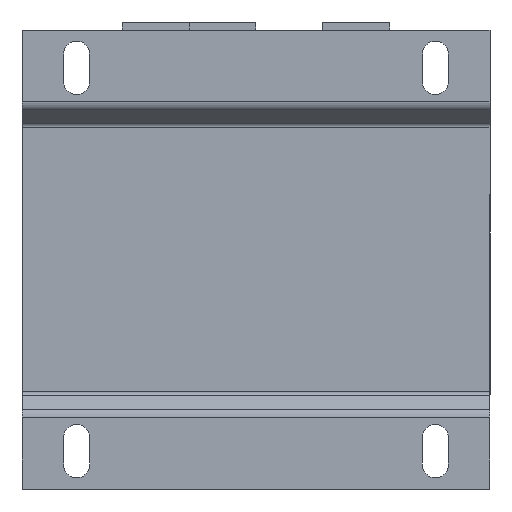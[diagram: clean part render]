
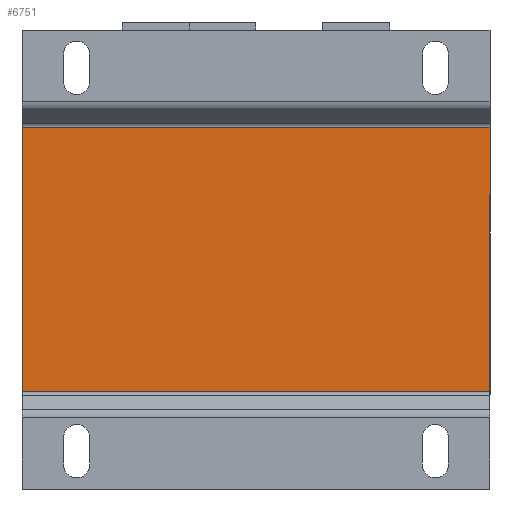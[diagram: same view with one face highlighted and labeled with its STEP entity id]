
A CAD part, front view. The second image highlights one B-rep face of the part: STEP entity #6751.
In plain terms, the highlighted planar face has unit normal (0, -1, 0).
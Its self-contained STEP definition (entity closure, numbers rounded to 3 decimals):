
#110 = DIRECTION ( 'NONE',  ( 0., 0., -1. ) ) ;
#295 = FACE_OUTER_BOUND ( 'NONE', #4951, .T. ) ;
#405 = CARTESIAN_POINT ( 'NONE',  ( 52.5, -45.25, 29.684 ) ) ;
#823 = CARTESIAN_POINT ( 'NONE',  ( -52.5, -45.25, 51.5 ) ) ;
#1343 = ORIENTED_EDGE ( 'NONE', *, *, #2293, .F. ) ;
#1491 = DIRECTION ( 'NONE',  ( 0., 1., 0. ) ) ;
#1645 = VECTOR ( 'NONE', #8222, 1000. ) ;
#2085 = DIRECTION ( 'NONE',  ( 0., 0., 1. ) ) ;
#2241 = CARTESIAN_POINT ( 'NONE',  ( 52.5, -45.25, -29.684 ) ) ;
#2293 = EDGE_CURVE ( 'Defeature ausgef�hrt1_95+Defeature ausgef�hrt1_90+Defeature ausgef�hrt1_110+Defeature ausgef�hrt1_97', #6385, #6942, #2670, .T. ) ;
#2525 = EDGE_CURVE ( 'Defeature ausgef�hrt1_99+Defeature ausgef�hrt1_90+Defeature ausgef�hrt1_97+Defeature ausgef�hrt1_98', #6942, #8235, #3780, .T. ) ;
#2592 = LINE ( 'NONE', #3576, #4707 ) ;
#2670 = LINE ( 'NONE', #823, #7215 ) ;
#2971 = CARTESIAN_POINT ( 'NONE',  ( -52.5, -45.25, -29.684 ) ) ;
#3247 = AXIS2_PLACEMENT_3D ( 'NONE', #7226, #1491, #110 ) ;
#3462 = ORIENTED_EDGE ( 'NONE', *, *, #8255, .F. ) ;
#3576 = CARTESIAN_POINT ( 'NONE',  ( 0., -45.25, -29.684 ) ) ;
#3780 = LINE ( 'NONE', #6211, #1645 ) ;
#3983 = LINE ( 'NONE', #6874, #5385 ) ;
#4034 = PLANE ( 'NONE',  #3247 ) ;
#4707 = VECTOR ( 'NONE', #6086, 1000. ) ;
#4845 = CARTESIAN_POINT ( 'NONE',  ( -52.5, -45.25, 29.684 ) ) ;
#4951 = EDGE_LOOP ( 'NONE', ( #1343, #6730, #3462, #7709 ) ) ;
#5385 = VECTOR ( 'NONE', #6824, 1000. ) ;
#6086 = DIRECTION ( 'NONE',  ( 1., 0., 0. ) ) ;
#6211 = CARTESIAN_POINT ( 'NONE',  ( 0., -45.25, 29.684 ) ) ;
#6385 = VERTEX_POINT ( 'NONE', #2971 ) ;
#6730 = ORIENTED_EDGE ( 'NONE', *, *, #7609, .T. ) ;
#6751 = ADVANCED_FACE ( 'Defeature ausgef�hrt1_90', ( #295 ), #4034, .F. ) ;
#6824 = DIRECTION ( 'NONE',  ( 0., 0., -1. ) ) ;
#6874 = CARTESIAN_POINT ( 'NONE',  ( 52.5, -45.25, 51.5 ) ) ;
#6942 = VERTEX_POINT ( 'NONE', #4845 ) ;
#7215 = VECTOR ( 'NONE', #2085, 1000. ) ;
#7226 = CARTESIAN_POINT ( 'NONE',  ( 0., -45.25, 0. ) ) ;
#7609 = EDGE_CURVE ( 'Defeature ausgef�hrt1_90+Defeature ausgef�hrt1_112+Defeature ausgef�hrt1_95+Defeature ausgef�hrt1_96', #6385, #7614, #2592, .T. ) ;
#7614 = VERTEX_POINT ( 'NONE', #2241 ) ;
#7709 = ORIENTED_EDGE ( 'NONE', *, *, #2525, .F. ) ;
#8222 = DIRECTION ( 'NONE',  ( 1., 0., 0. ) ) ;
#8235 = VERTEX_POINT ( 'NONE', #405 ) ;
#8255 = EDGE_CURVE ( 'Defeature ausgef�hrt1_96+Defeature ausgef�hrt1_90+Defeature ausgef�hrt1_98+Defeature ausgef�hrt1_111', #8235, #7614, #3983, .T. ) ;
